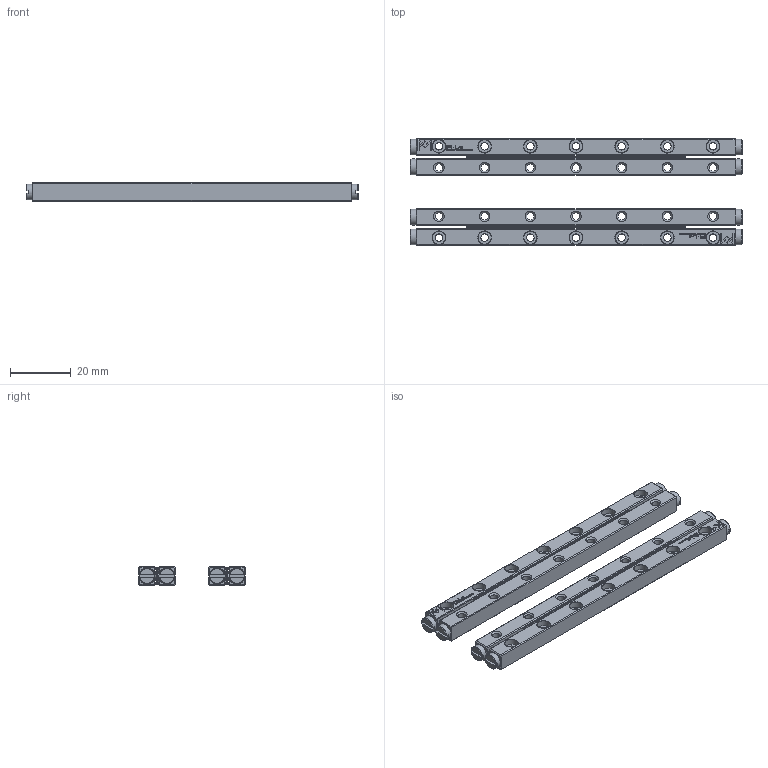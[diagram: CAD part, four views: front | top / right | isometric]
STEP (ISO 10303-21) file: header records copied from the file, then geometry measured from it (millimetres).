
FILE_DESCRIPTION(/* description */ (''),/* implementation_level */ '2;1');
FILE_NAME(/* name */ 'Set RSD-2105 x18AA_stp.stp',/* time_stamp */ '2025-02-17T12:33:26+01:00',/* author */ (''),/* organization */ (''),/* preprocessor_version */ 'ST-DEVELOPER v16.7',/* originating_system */ 'SIEMENS PLM Software NX 12.0',/* authorisation */ '');
FILE_SCHEMA (('AUTOMOTIVE_DESIGN { 1 0 10303 214 3 1 1 1 }'));
Products named in the file (1): Set RSD-2105 x18AA_stp
Bounding box: 109 x 35 x 6 mm (x, y, z)
Volume: 12629.3 mm3; surface area: 14650.7 mm2
Topology: 50 solids, 50 shells, 2832 faces, 7364 edges, 4772 vertices
Faces by surface type: plane 1672, cylinder 632, bspline 360, cone 168
Full cylindrical faces by diameter (mm): 2 x36, 2.1 x8, 2.459 x28, 2.5 x8, 2.7 x8, 4.3 x28, 5.2 x8
Entity records: 94156 total; most frequent: CARTESIAN_POINT 19561, ORIENTED_EDGE 13888, DIRECTION 12550, EDGE_CURVE 6944, LINE 4724, VECTOR 4724, VERTEX_POINT 4636, AXIS2_PLACEMENT_3D 3913
